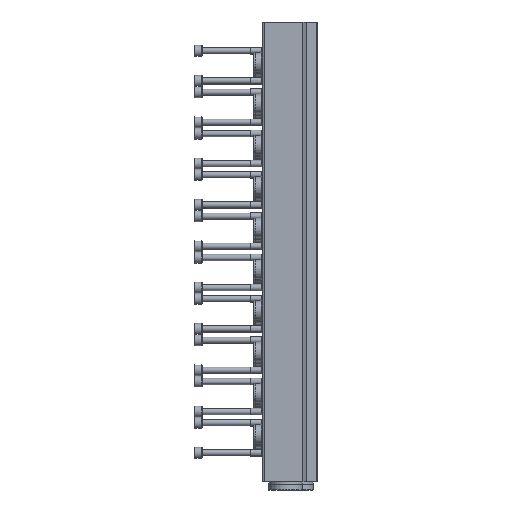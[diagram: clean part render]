
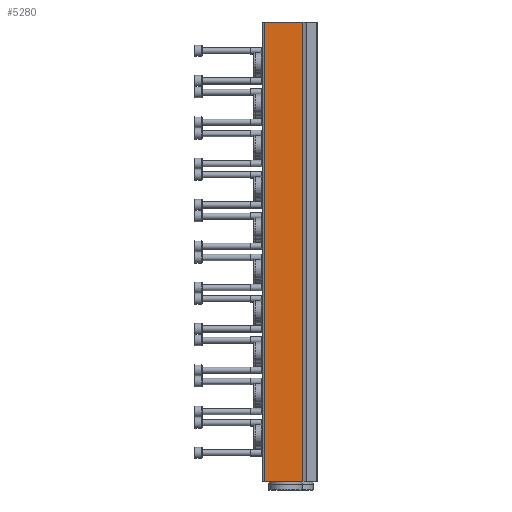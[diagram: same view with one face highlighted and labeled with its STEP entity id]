
A CAD part, left-side view. The second image highlights one B-rep face of the part: STEP entity #5280.
In plain terms, the highlighted planar face has unit normal (-1, 0, 0).
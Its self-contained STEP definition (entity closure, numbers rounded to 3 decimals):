
#270=PLANE('',#5687);
#818=ORIENTED_EDGE('',*,*,#2148,.F.);
#819=ORIENTED_EDGE('',*,*,#2147,.F.);
#820=ORIENTED_EDGE('',*,*,#2149,.T.);
#821=ORIENTED_EDGE('',*,*,#2150,.T.);
#2147=EDGE_CURVE('',#2812,#2810,#3307,.T.);
#2148=EDGE_CURVE('',#2810,#2813,#3308,.T.);
#2149=EDGE_CURVE('',#2812,#2814,#3309,.T.);
#2150=EDGE_CURVE('',#2814,#2813,#3310,.T.);
#2810=VERTEX_POINT('',#8732);
#2812=VERTEX_POINT('',#8736);
#2813=VERTEX_POINT('',#8740);
#2814=VERTEX_POINT('',#8742);
#3307=LINE('',#8737,#3603);
#3308=LINE('',#8739,#3604);
#3309=LINE('',#8741,#3605);
#3310=LINE('',#8743,#3606);
#3603=VECTOR('',#6422,1000.);
#3604=VECTOR('',#6425,1000.);
#3605=VECTOR('',#6426,1000.);
#3606=VECTOR('',#6427,1000.);
#3925=EDGE_LOOP('',(#818,#819,#820,#821));
#4541=FACE_BOUND('',#3925,.T.);
#5280=ADVANCED_FACE('',(#4541),#270,.T.);
#5687=AXIS2_PLACEMENT_3D('',#8738,#6423,#6424);
#6422=DIRECTION('',(0.,0.,1.));
#6423=DIRECTION('',(-1.,0.,0.));
#6424=DIRECTION('',(0.,0.,1.));
#6425=DIRECTION('',(0.,-1.,0.));
#6426=DIRECTION('',(0.,-1.,0.));
#6427=DIRECTION('',(0.,0.,1.));
#8732=CARTESIAN_POINT('',(-47.,41.5,0.));
#8736=CARTESIAN_POINT('',(-47.,41.5,-356.));
#8737=CARTESIAN_POINT('',(-47.,41.5,-356.));
#8738=CARTESIAN_POINT('',(-47.,41.5,-356.));
#8739=CARTESIAN_POINT('',(-47.,41.5,0.));
#8740=CARTESIAN_POINT('',(-47.,11.858,0.));
#8741=CARTESIAN_POINT('',(-47.,41.5,-356.));
#8742=CARTESIAN_POINT('',(-47.,11.858,-356.));
#8743=CARTESIAN_POINT('',(-47.,11.858,-356.));
